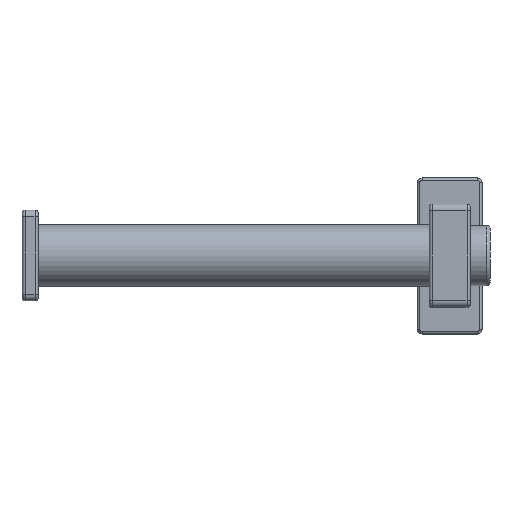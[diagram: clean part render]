
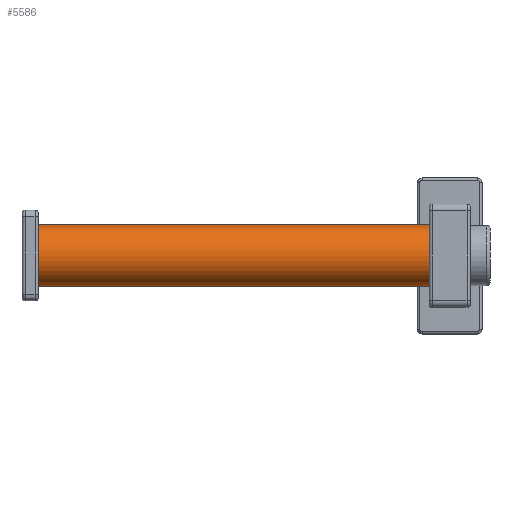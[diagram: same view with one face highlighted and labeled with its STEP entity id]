
A CAD part, top view. The second image highlights one B-rep face of the part: STEP entity #5586.
In plain terms, the highlighted cylindrical face has radius 9.5 mm (diameter 19 mm), a partial arc.
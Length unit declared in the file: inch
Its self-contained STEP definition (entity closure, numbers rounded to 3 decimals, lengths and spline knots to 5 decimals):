
#1631=CARTESIAN_POINT('',(-4.992,0.,2.962));
#1632=DIRECTION('',(1.,0.,0.));
#1633=DIRECTION('',(0.,1.,0.));
#1634=AXIS2_PLACEMENT_3D('',#1631,#1632,#1633);
#1636=DIRECTION('',(1.,0.,0.));
#1637=VECTOR('',#1636,4.858);
#1638=CARTESIAN_POINT('',(-4.992,0.37402,2.962));
#1639=LINE('',#1638,#1637);
#1645=DIRECTION('',(1.,0.,0.));
#1646=VECTOR('',#1645,4.858);
#1647=CARTESIAN_POINT('',(-4.992,-0.37402,2.962));
#1648=LINE('',#1647,#1646);
#1649=CARTESIAN_POINT('',(-0.134,0.,2.962));
#1650=DIRECTION('',(1.,0.,0.));
#1651=DIRECTION('',(0.,1.,0.));
#1652=AXIS2_PLACEMENT_3D('',#1649,#1650,#1651);
#4992=CARTESIAN_POINT('',(-0.134,0.37402,2.962));
#4993=CARTESIAN_POINT('',(-0.134,-0.37402,2.962));
#4994=VERTEX_POINT('',#4992);
#4995=VERTEX_POINT('',#4993);
#5186=CARTESIAN_POINT('',(-4.992,0.37402,2.962));
#5187=CARTESIAN_POINT('',(-4.992,-0.37402,2.962));
#5188=VERTEX_POINT('',#5186);
#5189=VERTEX_POINT('',#5187);
#5572=CARTESIAN_POINT('',(-4.992,0.,2.962));
#5573=DIRECTION('',(1.,0.,0.));
#5574=DIRECTION('',(0.,1.,0.));
#5575=AXIS2_PLACEMENT_3D('',#5572,#5573,#5574);
#5576=CYLINDRICAL_SURFACE('',#5575,0.37402);
#5577=ORIENTED_EDGE('',*,*,#5228,.F.);
#5579=ORIENTED_EDGE('',*,*,#5578,.T.);
#5581=ORIENTED_EDGE('',*,*,#5580,.T.);
#5583=ORIENTED_EDGE('',*,*,#5582,.F.);
#5584=EDGE_LOOP('',(#5577,#5579,#5581,#5583));
#5585=FACE_OUTER_BOUND('',#5584,.F.);
#5586=ADVANCED_FACE('',(#5585),#5576,.T.);
#1635=CIRCLE('',#1634,0.37402);
#1653=CIRCLE('',#1652,0.37402);
#5228=EDGE_CURVE('',#5188,#5189,#1635,.T.);
#5578=EDGE_CURVE('',#5188,#4994,#1639,.T.);
#5580=EDGE_CURVE('',#4994,#4995,#1653,.T.);
#5582=EDGE_CURVE('',#5189,#4995,#1648,.T.);
